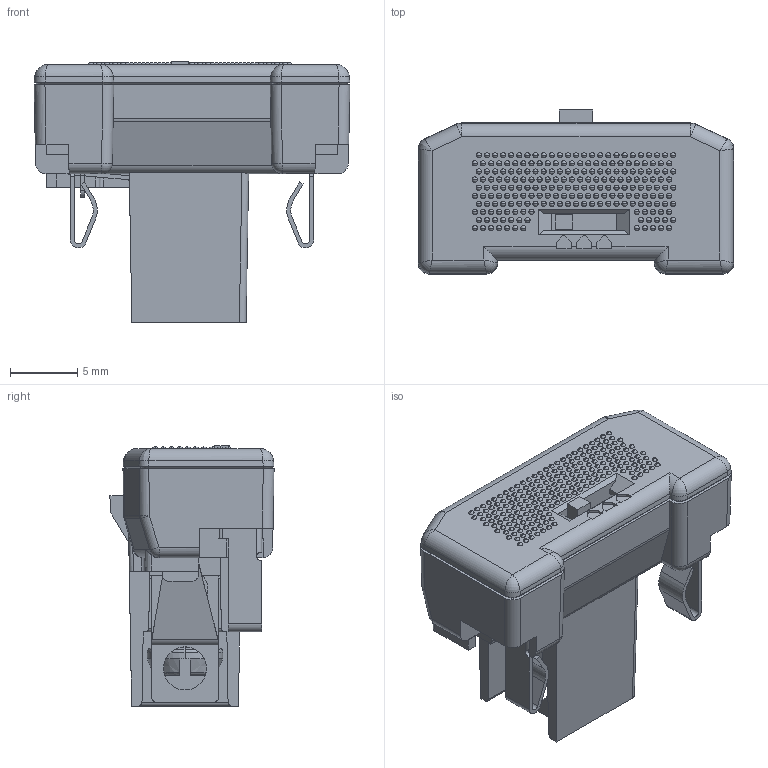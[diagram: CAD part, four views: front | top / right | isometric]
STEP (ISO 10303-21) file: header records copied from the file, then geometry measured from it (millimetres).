
FILE_DESCRIPTION((''),'2;1');
FILE_NAME('WAA2530M_ASM','2025-05-06T13:42:55',('bassanm'),(''),'CREO PARAMETRIC BY PTC INC, 2023154','CREO PARAMETRIC BY PTC INC, 2023154','');
FILE_SCHEMA(('CONFIG_CONTROL_DESIGN','SHAPE_APPEARANCE_LAYERS_GROUPS'));
Products named in the file (13): 322632_0200_HOUSING_1; COVERT_2; PCBA_1; 322864_0100-CONT_1_1; 322865_0100-CONTACT_2_1; 322867_0100-CONTACT3_1; 322881_0100-CONTACT_4_1; 322882_0100-SCREW_M3X4_8_1; 322883_0100-THREADCONTACT_1; 366811_0100-WAA2530M_ASM_1_ASM; 366811_0100-WAA2530M_B_ASM_1_ASM; TQ_ASSEMBLY_ASM; WAA2530M_ASM
Assembly tree (12 placements, depth 5):
  WAA2530M_ASM
    TQ_ASSEMBLY_ASM
      366811_0100-WAA2530M_B_ASM_1_ASM
        366811_0100-WAA2530M_ASM_1_ASM
          322632_0200_HOUSING_1
          COVERT_2
          PCBA_1
          322864_0100-CONT_1_1
          322865_0100-CONTACT_2_1
          322867_0100-CONTACT3_1
          322881_0100-CONTACT_4_1
          322882_0100-SCREW_M3X4_8_1
          322883_0100-THREADCONTACT_1
Bounding box: 23.4 x 12.17 x 19.3 mm (x, y, z)
Volume: 1227.3 mm3; surface area: 4338.9 mm2
Topology: 8 solids, 9 shells, 1886 faces, 5324 edges, 3169 vertices
Faces by surface type: plane 773, sphere 484, cylinder 458, bspline 80, torus 56, cone 35
Entity records: 78047 total; most frequent: CARTESIAN_POINT 15773, DIRECTION 9843, ORIENTED_EDGE 9648, PRESENTATION_STYLE_ASSIGNMENT 4934, STYLED_ITEM 4835, CURVE_STYLE 4826, EDGE_CURVE 4826, AXIS2_PLACEMENT_3D 3653
